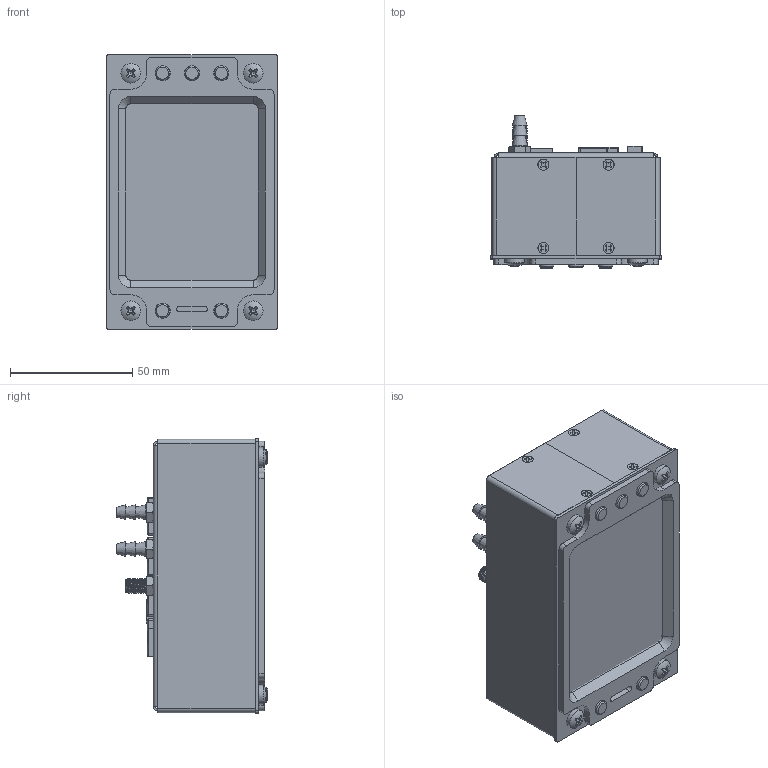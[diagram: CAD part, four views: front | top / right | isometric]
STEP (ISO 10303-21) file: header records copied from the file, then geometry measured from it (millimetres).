
FILE_DESCRIPTION(('FreeCAD Model'),'2;1');
FILE_NAME('Emsis_3.5.step', '2020-07-03T08:26:18',('Author'),(''), 'Open CASCADE STEP processor 7.3','FreeCAD','Unknown');
FILE_SCHEMA(('AUTOMOTIVE_DESIGN { 1 0 10303 214 1 1 1 1 }'));
Length unit declared in the file: millimetre
Products named in the file (67): Emsis_3_5; Mask; PrikljucekZrak_01; PrikljucekZrak_002; SMA_Jack_panel_mount_RG175; M5-Nut; M5-Nut001; M4x6-Screw; M4x6-Screw001; M4x6-Screw002; M4x6-Screw003; Assem1; use; use_Pin; Pin_short001; Pin_short; Pin_long001; Pin_long; Assem002; use001; use_Pin001; Pin_short003; Pin_short002; Pin_long003; Pin_long002; Assem003; use002; use_Pin002; Pin_short005; Pin_short004; Pin_long005; Pin_long004; Assem004; pin1; pin3; pin2; pin4; housing; Assem005; use003 ...
Assembly tree (91 placements, depth 4):
  Emsis_3_5
    Mask
    PrikljucekZrak_01
    PrikljucekZrak_002
    SMA_Jack_panel_mount_RG175
    M5-Nut
    M5-Nut001
    M4x6-Screw
    M4x6-Screw001
    M4x6-Screw002
    M4x6-Screw003
    Assem1
  use
  use_Pin
      Pin_short001
        Pin_short  x4
      Pin_long001
        Pin_long  x4
    Assem002
  use001
  use_Pin001
      Pin_short003
        Pin_short002  x4
      Pin_long003
        Pin_long002  x4
    Assem003
  use002
  use_Pin002
      Pin_short005
        Pin_short004  x4
      Pin_long005
        Pin_long004  x4
    Assem004
      pin1
      pin3
      pin2
      pin4
      housing
    Assem005
  use003
  use_Pin003
      Pin_short007
        Pin_short006  x4
      Pin_long007
        Pin_long006  x4
    M5-Nut002
    Assem006
      64900221122
      6490xx21122_PIN001
        6490xx21122_PIN  x2
    M2.5x8-Screw
    M2.5x3-Screw
    M2.5x3-Screw005
    M2.5x3-Screw006
    M2.5x3-Screw002
    M2.5x3-Screw001
    M2.5x3-Screw003
    M2.5x3-Screw004
    Display
    Button_1
Bounding box: 70 x 61.97 x 112 mm (x, y, z)
Volume: 87643.4 mm3; surface area: 98942.3 mm2
Topology: 79 solids, 79 shells, 3874 faces, 11395 edges, 8531 vertices
Faces by surface type: plane 2917, cylinder 715, cone 145, torus 59, sphere 20, revolution 12, bspline 6
Full cylindrical faces by diameter (mm): 0.9 x8, 1.8 x2, 2 x2, 2.4 x2, 2.5 x16, 3 x2, 4 x8, 4.134 x3, 4.4 x8, 4.5 x8, 6 x7, 6.2 x5, 6.5 x3, 8 x4
Entity records: 127365 total; most frequent: CARTESIAN_POINT 29607, DIRECTION 17798, ORIENTED_EDGE 17722, EDGE_CURVE 8861, LINE 7212, VECTOR 7212, VERTEX_POINT 5721, AXIS2_PLACEMENT_3D 5287
